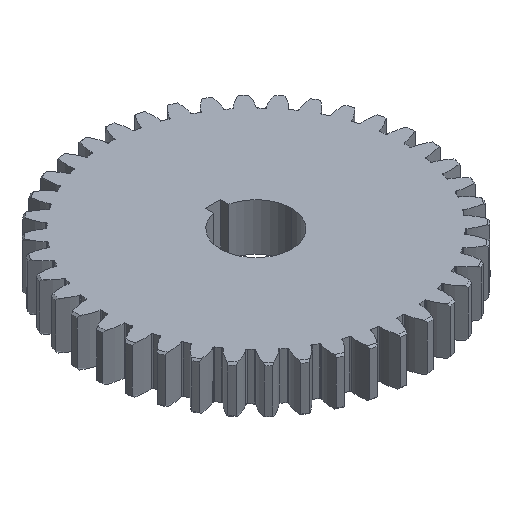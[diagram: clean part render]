
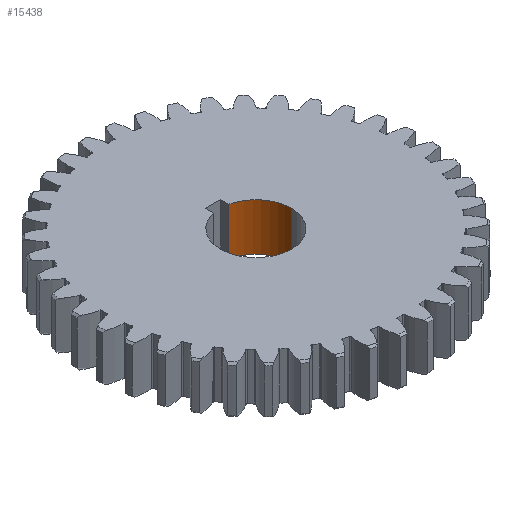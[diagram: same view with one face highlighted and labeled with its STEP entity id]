
A CAD part, isometric view. The second image highlights one B-rep face of the part: STEP entity #15438.
In plain terms, the highlighted cylindrical face has radius 2.381 mm (diameter 4.763 mm), a partial arc.
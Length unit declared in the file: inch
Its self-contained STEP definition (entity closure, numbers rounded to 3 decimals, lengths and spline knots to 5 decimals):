
#810 = CARTESIAN_POINT ( 'NONE',  ( 0.02, 0.09159, -0.0625 ) ) ;
#818 = AXIS2_PLACEMENT_3D ( 'NONE', #6239, #18537, #4601 ) ;
#1146 = CIRCLE ( 'NONE', #818, 0.09375 ) ;
#1172 = AXIS2_PLACEMENT_3D ( 'NONE', #8576, #19645, #4098 ) ;
#1201 = LINE ( 'NONE', #2631, #15044 ) ;
#1527 = EDGE_CURVE ( 'NONE', #14234, #17794, #1201, .T. ) ;
#2631 = CARTESIAN_POINT ( 'NONE',  ( 0.09375, 0., -0.0625 ) ) ;
#3079 = CARTESIAN_POINT ( 'NONE',  ( 0.09375, 0., 0.0625 ) ) ;
#3646 = EDGE_LOOP ( 'NONE', ( #11201, #14333, #16691, #20052 ) ) ;
#3785 = VECTOR ( 'NONE', #18507, 39.37008 ) ;
#3808 = CARTESIAN_POINT ( 'NONE',  ( 0.02, 0.09159, 0.0625 ) ) ;
#4098 = DIRECTION ( 'NONE',  ( 1., 0., 0. ) ) ;
#4132 = AXIS2_PLACEMENT_3D ( 'NONE', #4826, #15812, #12846 ) ;
#4601 = DIRECTION ( 'NONE',  ( 1., 0., 0. ) ) ;
#4826 = CARTESIAN_POINT ( 'NONE',  ( 0., 0., -0.0625 ) ) ;
#6239 = CARTESIAN_POINT ( 'NONE',  ( 0., 0., -0.0625 ) ) ;
#6712 = VERTEX_POINT ( 'NONE', #3808 ) ;
#8576 = CARTESIAN_POINT ( 'NONE',  ( 0., 0., 0.0625 ) ) ;
#9137 = CARTESIAN_POINT ( 'NONE',  ( 0.09375, 0., -0.0625 ) ) ;
#10185 = EDGE_CURVE ( 'NONE', #14234, #12607, #1146, .T. ) ;
#10930 = CYLINDRICAL_SURFACE ( 'NONE', #4132, 0.09375 ) ;
#11201 = ORIENTED_EDGE ( 'NONE', *, *, #10185, .F. ) ;
#12607 = VERTEX_POINT ( 'NONE', #810 ) ;
#12846 = DIRECTION ( 'NONE',  ( 1., 0., 0. ) ) ;
#14234 = VERTEX_POINT ( 'NONE', #9137 ) ;
#14333 = ORIENTED_EDGE ( 'NONE', *, *, #1527, .T. ) ;
#14404 = EDGE_CURVE ( 'NONE', #17794, #6712, #19375, .T. ) ;
#14737 = EDGE_CURVE ( 'NONE', #12607, #6712, #15461, .T. ) ;
#15044 = VECTOR ( 'NONE', #19909, 39.37008 ) ;
#15438 = ADVANCED_FACE ( 'NONE', ( #15910 ), #10930, .F. ) ;
#15461 = LINE ( 'NONE', #15649, #3785 ) ;
#15649 = CARTESIAN_POINT ( 'NONE',  ( 0.02, 0.09159, -0.0625 ) ) ;
#15812 = DIRECTION ( 'NONE',  ( 0., 0., 1. ) ) ;
#15910 = FACE_OUTER_BOUND ( 'NONE', #3646, .T. ) ;
#16691 = ORIENTED_EDGE ( 'NONE', *, *, #14404, .T. ) ;
#17794 = VERTEX_POINT ( 'NONE', #3079 ) ;
#18507 = DIRECTION ( 'NONE',  ( 0., 0., 1. ) ) ;
#18537 = DIRECTION ( 'NONE',  ( 0., 0., 1. ) ) ;
#19375 = CIRCLE ( 'NONE', #1172, 0.09375 ) ;
#19645 = DIRECTION ( 'NONE',  ( 0., 0., 1. ) ) ;
#19909 = DIRECTION ( 'NONE',  ( 0., 0., 1. ) ) ;
#20052 = ORIENTED_EDGE ( 'NONE', *, *, #14737, .F. ) ;
